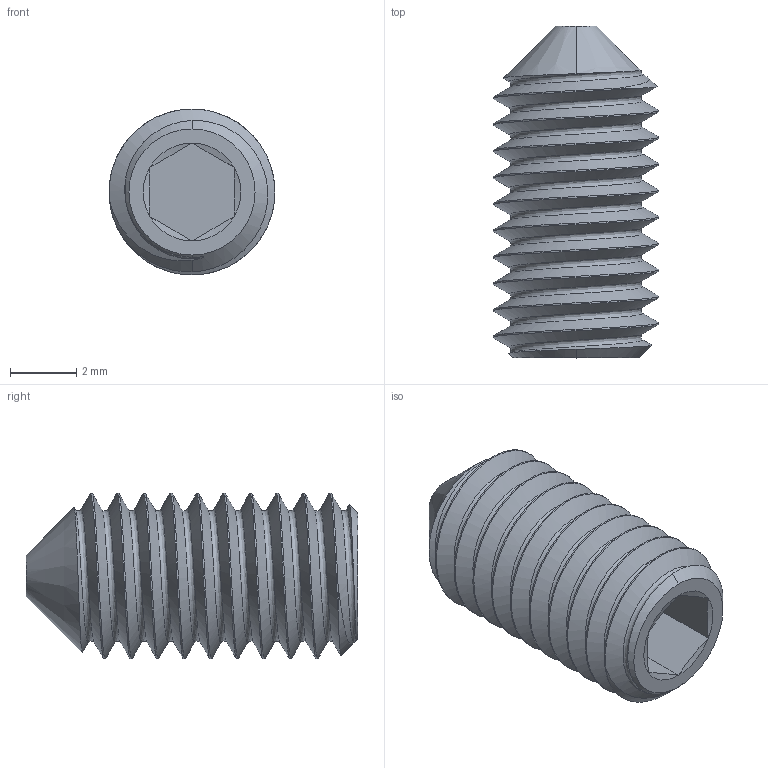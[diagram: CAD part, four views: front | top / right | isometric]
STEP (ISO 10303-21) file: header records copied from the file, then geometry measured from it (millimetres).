
FILE_DESCRIPTION (( 'STEP AP214' ), '1' );
FILE_NAME ('M5.STEP', '2019-03-27T17:39:53', ( '' ), ( '' ), 'SwSTEP 2.0', 'SolidWorks 2018', '' );
FILE_SCHEMA (( 'AUTOMOTIVE_DESIGN' ));
Length unit declared in the file: millimetre
Products named in the file (1): M5
Bounding box: 5 x 10 x 5 mm (x, y, z)
Volume: 124.8 mm3; surface area: 256.6 mm2
Topology: 1 solids, 1 shells, 43 faces, 108 edges, 68 vertices
Faces by surface type: cylinder 20, cone 11, plane 9, bspline 3
Entity records: 4173 total; most frequent: CARTESIAN_POINT 3275, ORIENTED_EDGE 216, DIRECTION 142, EDGE_CURVE 108, VERTEX_POINT 68, AXIS2_PLACEMENT_3D 53, EDGE_LOOP 44, ADVANCED_FACE 43
